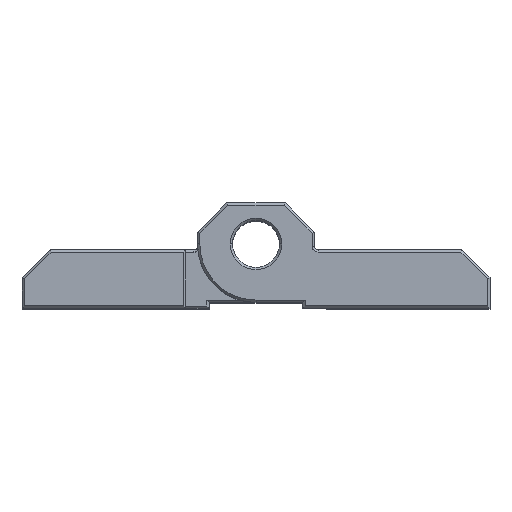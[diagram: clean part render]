
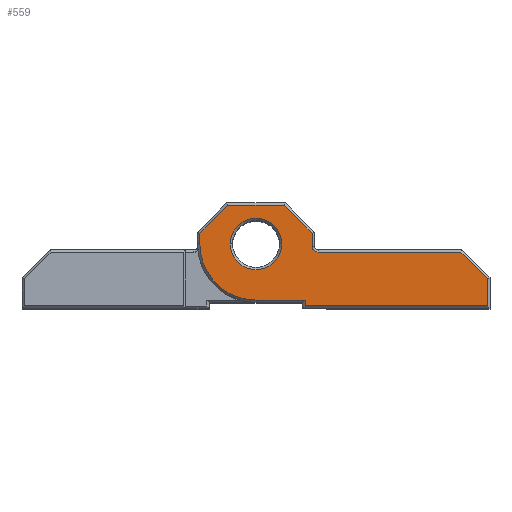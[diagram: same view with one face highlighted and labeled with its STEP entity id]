
A CAD part, top view. The second image highlights one B-rep face of the part: STEP entity #559.
In plain terms, the highlighted face is planar.
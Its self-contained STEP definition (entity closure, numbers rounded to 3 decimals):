
#30 = VERTEX_POINT ( 'NONE', #711 ) ;
#32 = VECTOR ( 'NONE', #2345, 1000. ) ;
#38 = CARTESIAN_POINT ( 'NONE',  ( 4.859, 0.859, -20. ) ) ;
#62 = CARTESIAN_POINT ( 'NONE',  ( 2.417, 3.3, -20. ) ) ;
#140 = CARTESIAN_POINT ( 'NONE',  ( -2.2, 0., -20. ) ) ;
#181 = CARTESIAN_POINT ( 'NONE',  ( -5.3, -0.2, -20. ) ) ;
#199 = AXIS2_PLACEMENT_3D ( 'NONE', #1687, #1589, #1624 ) ;
#209 = DIRECTION ( 'NONE',  ( 0., 0., 1. ) ) ;
#238 = VECTOR ( 'NONE', #1099, 1000. ) ;
#271 = ORIENTED_EDGE ( 'NONE', *, *, #2470, .T. ) ;
#276 = DIRECTION ( 'NONE',  ( -1., 0., 0. ) ) ;
#326 = LINE ( 'NONE', #1477, #2095 ) ;
#330 = CARTESIAN_POINT ( 'NONE',  ( -4.8, 0., -20. ) ) ;
#331 = EDGE_CURVE ( 'NONE', #1554, #1939, #1247, .T. ) ;
#371 = FACE_OUTER_BOUND ( 'NONE', #1850, .T. ) ;
#373 = VERTEX_POINT ( 'NONE', #3244 ) ;
#403 = VECTOR ( 'NONE', #2959, 1000. ) ;
#420 = LINE ( 'NONE', #3289, #1505 ) ;
#434 = VERTEX_POINT ( 'NONE', #1676 ) ;
#457 = DIRECTION ( 'NONE',  ( -1., 0., 0. ) ) ;
#459 = CARTESIAN_POINT ( 'NONE',  ( -19.8, -5.3, -20. ) ) ;
#488 = VECTOR ( 'NONE', #2325, 1000. ) ;
#500 = LINE ( 'NONE', #2698, #1757 ) ;
#531 = VERTEX_POINT ( 'NONE', #3552 ) ;
#538 = ORIENTED_EDGE ( 'NONE', *, *, #1991, .T. ) ;
#551 = AXIS2_PLACEMENT_3D ( 'NONE', #709, #209, #2549 ) ;
#559 = ADVANCED_FACE ( 'NONE', ( #1159, #371 ), #1315, .F. ) ;
#563 = ORIENTED_EDGE ( 'NONE', *, *, #1022, .T. ) ;
#594 = VECTOR ( 'NONE', #1149, 1000. ) ;
#629 = VERTEX_POINT ( 'NONE', #1768 ) ;
#642 = EDGE_CURVE ( 'NONE', #629, #531, #326, .T. ) ;
#709 = CARTESIAN_POINT ( 'NONE',  ( 0., 0., -20. ) ) ;
#711 = CARTESIAN_POINT ( 'NONE',  ( 4.8, 0.917, -20. ) ) ;
#723 = CARTESIAN_POINT ( 'NONE',  ( -4.8, -0.2, -20. ) ) ;
#796 = VERTEX_POINT ( 'NONE', #2859 ) ;
#840 = DIRECTION ( 'NONE',  ( 1., 0., 0. ) ) ;
#1012 = LINE ( 'NONE', #1999, #238 ) ;
#1022 = EDGE_CURVE ( 'NONE', #434, #1381, #1734, .T. ) ;
#1099 = DIRECTION ( 'NONE',  ( 0.707, 0.707, 0. ) ) ;
#1108 = EDGE_CURVE ( 'NONE', #796, #3603, #420, .T. ) ;
#1123 = CARTESIAN_POINT ( 'NONE',  ( -19.8, 0., -20. ) ) ;
#1149 = DIRECTION ( 'NONE',  ( 0., 1., 0. ) ) ;
#1159 = FACE_BOUND ( 'NONE', #3009, .T. ) ;
#1210 = ORIENTED_EDGE ( 'NONE', *, *, #2147, .T. ) ;
#1247 = LINE ( 'NONE', #2072, #1826 ) ;
#1259 = DIRECTION ( 'NONE',  ( 1., 0., 0. ) ) ;
#1311 = EDGE_CURVE ( 'NONE', #1381, #1696, #500, .T. ) ;
#1315 = PLANE ( 'NONE',  #2585 ) ;
#1327 = DIRECTION ( 'NONE',  ( 0., 0., 1. ) ) ;
#1381 = VERTEX_POINT ( 'NONE', #1468 ) ;
#1388 = ORIENTED_EDGE ( 'NONE', *, *, #1311, .T. ) ;
#1411 = CARTESIAN_POINT ( 'NONE',  ( 0., 0., -20. ) ) ;
#1422 = CARTESIAN_POINT ( 'NONE',  ( 2.2, 0., -20. ) ) ;
#1431 = CIRCLE ( 'NONE', #3633, 2.2 ) ;
#1439 = ORIENTED_EDGE ( 'NONE', *, *, #1623, .T. ) ;
#1468 = CARTESIAN_POINT ( 'NONE',  ( 0., -4.8, -20. ) ) ;
#1477 = CARTESIAN_POINT ( 'NONE',  ( 0., -0.7, -20. ) ) ;
#1484 = CARTESIAN_POINT ( 'NONE',  ( 0., 0., -20. ) ) ;
#1505 = VECTOR ( 'NONE', #276, 1000. ) ;
#1522 = ORIENTED_EDGE ( 'NONE', *, *, #2236, .T. ) ;
#1554 = VERTEX_POINT ( 'NONE', #3386 ) ;
#1589 = DIRECTION ( 'NONE',  ( 0., 0., -1. ) ) ;
#1623 = EDGE_CURVE ( 'NONE', #531, #2913, #1873, .T. ) ;
#1624 = DIRECTION ( 'NONE',  ( 1., 0., 0. ) ) ;
#1676 = CARTESIAN_POINT ( 'NONE',  ( 4.8, 0., -20. ) ) ;
#1687 = CARTESIAN_POINT ( 'NONE',  ( 0., 0., -20. ) ) ;
#1696 = VERTEX_POINT ( 'NONE', #3247 ) ;
#1734 = CIRCLE ( 'NONE', #199, 4.8 ) ;
#1757 = VECTOR ( 'NONE', #457, 1000. ) ;
#1768 = CARTESIAN_POINT ( 'NONE',  ( -17.517, -0.7, -20. ) ) ;
#1778 = DIRECTION ( 'NONE',  ( 1., 0., 0. ) ) ;
#1783 = VERTEX_POINT ( 'NONE', #3303 ) ;
#1826 = VECTOR ( 'NONE', #3427, 1000. ) ;
#1850 = EDGE_LOOP ( 'NONE', ( #3288, #3402, #1993, #538, #3154, #1439, #271, #1864, #2995, #1210, #1522, #563, #1388 ) ) ;
#1857 = VERTEX_POINT ( 'NONE', #140 ) ;
#1864 = ORIENTED_EDGE ( 'NONE', *, *, #2922, .T. ) ;
#1873 = CIRCLE ( 'NONE', #3182, 0.5 ) ;
#1913 = LINE ( 'NONE', #3071, #403 ) ;
#1916 = DIRECTION ( 'NONE',  ( 1., 0., 0. ) ) ;
#1933 = EDGE_CURVE ( 'NONE', #2167, #1857, #1431, .T. ) ;
#1939 = VERTEX_POINT ( 'NONE', #62 ) ;
#1991 = EDGE_CURVE ( 'NONE', #373, #629, #3556, .T. ) ;
#1993 = ORIENTED_EDGE ( 'NONE', *, *, #3710, .T. ) ;
#1999 = CARTESIAN_POINT ( 'NONE',  ( -2.359, 3.359, -20. ) ) ;
#2072 = CARTESIAN_POINT ( 'NONE',  ( 0., 3.3, -20. ) ) ;
#2083 = ORIENTED_EDGE ( 'NONE', *, *, #1933, .T. ) ;
#2095 = VECTOR ( 'NONE', #1259, 1000. ) ;
#2107 = DIRECTION ( 'NONE',  ( 0., 1., 0. ) ) ;
#2147 = EDGE_CURVE ( 'NONE', #1939, #30, #3090, .T. ) ;
#2167 = VERTEX_POINT ( 'NONE', #1422 ) ;
#2236 = EDGE_CURVE ( 'NONE', #30, #434, #2607, .T. ) ;
#2266 = LINE ( 'NONE', #1123, #594 ) ;
#2325 = DIRECTION ( 'NONE',  ( 0.707, 0.707, 0. ) ) ;
#2345 = DIRECTION ( 'NONE',  ( 0.707, -0.707, 0. ) ) ;
#2469 = LINE ( 'NONE', #330, #3355 ) ;
#2470 = EDGE_CURVE ( 'NONE', #2913, #1783, #2469, .T. ) ;
#2549 = DIRECTION ( 'NONE',  ( 1., 0., 0. ) ) ;
#2585 = AXIS2_PLACEMENT_3D ( 'NONE', #1484, #3299, #1916 ) ;
#2607 = LINE ( 'NONE', #3269, #3312 ) ;
#2653 = EDGE_CURVE ( 'NONE', #1857, #2167, #3430, .T. ) ;
#2698 = CARTESIAN_POINT ( 'NONE',  ( 0., -4.8, -20. ) ) ;
#2859 = CARTESIAN_POINT ( 'NONE',  ( -4.2, -5.3, -20. ) ) ;
#2913 = VERTEX_POINT ( 'NONE', #723 ) ;
#2922 = EDGE_CURVE ( 'NONE', #1783, #1554, #1012, .T. ) ;
#2928 = ORIENTED_EDGE ( 'NONE', *, *, #2653, .T. ) ;
#2959 = DIRECTION ( 'NONE',  ( 0., -1., 0. ) ) ;
#2995 = ORIENTED_EDGE ( 'NONE', *, *, #331, .T. ) ;
#3009 = EDGE_LOOP ( 'NONE', ( #2928, #2083 ) ) ;
#3050 = DIRECTION ( 'NONE',  ( 0., 0., 1. ) ) ;
#3071 = CARTESIAN_POINT ( 'NONE',  ( -4.2, 0., -20. ) ) ;
#3090 = LINE ( 'NONE', #38, #32 ) ;
#3154 = ORIENTED_EDGE ( 'NONE', *, *, #642, .T. ) ;
#3182 = AXIS2_PLACEMENT_3D ( 'NONE', #181, #1327, #840 ) ;
#3214 = CARTESIAN_POINT ( 'NONE',  ( -17.459, -0.641, -20. ) ) ;
#3236 = DIRECTION ( 'NONE',  ( 0., -1., 0. ) ) ;
#3244 = CARTESIAN_POINT ( 'NONE',  ( -19.8, -2.983, -20. ) ) ;
#3247 = CARTESIAN_POINT ( 'NONE',  ( -4.2, -4.8, -20. ) ) ;
#3269 = CARTESIAN_POINT ( 'NONE',  ( 4.8, 0., -20. ) ) ;
#3288 = ORIENTED_EDGE ( 'NONE', *, *, #3737, .T. ) ;
#3289 = CARTESIAN_POINT ( 'NONE',  ( 0., -5.3, -20. ) ) ;
#3299 = DIRECTION ( 'NONE',  ( 0., 0., 1. ) ) ;
#3303 = CARTESIAN_POINT ( 'NONE',  ( -4.8, 0.917, -20. ) ) ;
#3312 = VECTOR ( 'NONE', #3236, 1000. ) ;
#3355 = VECTOR ( 'NONE', #2107, 1000. ) ;
#3386 = CARTESIAN_POINT ( 'NONE',  ( -2.417, 3.3, -20. ) ) ;
#3402 = ORIENTED_EDGE ( 'NONE', *, *, #1108, .T. ) ;
#3427 = DIRECTION ( 'NONE',  ( 1., 0., 0. ) ) ;
#3430 = CIRCLE ( 'NONE', #551, 2.2 ) ;
#3552 = CARTESIAN_POINT ( 'NONE',  ( -5.3, -0.7, -20. ) ) ;
#3556 = LINE ( 'NONE', #3214, #488 ) ;
#3603 = VERTEX_POINT ( 'NONE', #459 ) ;
#3633 = AXIS2_PLACEMENT_3D ( 'NONE', #1411, #3050, #1778 ) ;
#3710 = EDGE_CURVE ( 'NONE', #3603, #373, #2266, .T. ) ;
#3737 = EDGE_CURVE ( 'NONE', #1696, #796, #1913, .T. ) ;
